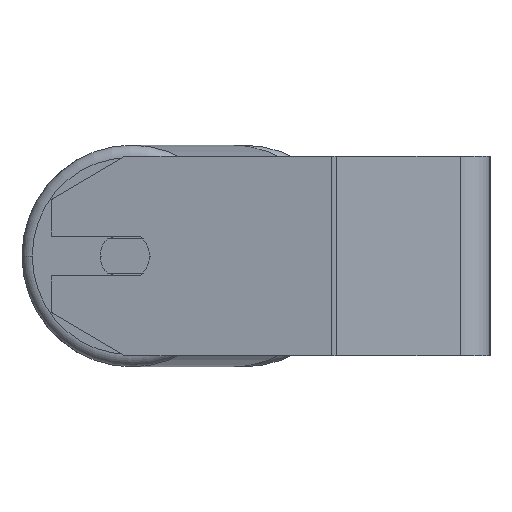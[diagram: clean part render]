
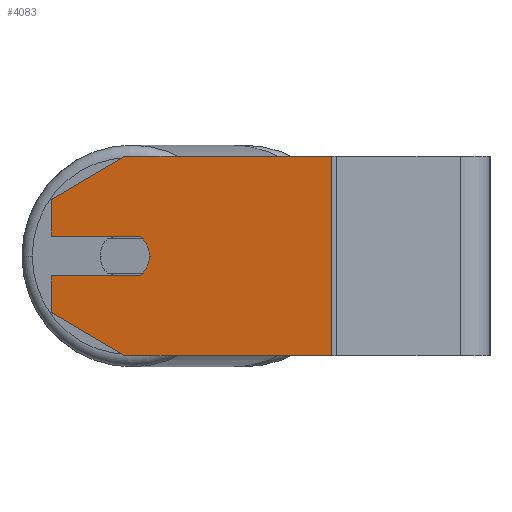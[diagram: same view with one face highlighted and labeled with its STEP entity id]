
A CAD part, left-side view. The second image highlights one B-rep face of the part: STEP entity #4083.
In plain terms, the highlighted planar face has unit normal (-0.985, 0.174, 0).
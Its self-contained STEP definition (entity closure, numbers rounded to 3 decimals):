
#51 = CARTESIAN_POINT ( 'NONE',  ( -401.226, 140.663, -8. ) ) ;
#366 = DIRECTION ( 'NONE',  ( 0.174, 0.985, 0. ) ) ;
#372 = LINE ( 'NONE', #1560, #3022 ) ;
#565 = VECTOR ( 'NONE', #8255, 1000. ) ;
#604 = LINE ( 'NONE', #1348, #5679 ) ;
#610 = VECTOR ( 'NONE', #6164, 1000. ) ;
#623 = EDGE_LOOP ( 'NONE', ( #1350, #3160, #5023, #6456, #3736, #8721, #5623, #6038, #6527, #7899, #5039 ) ) ;
#733 = LINE ( 'NONE', #4841, #861 ) ;
#783 = CIRCLE ( 'NONE', #7833, 10. ) ;
#861 = VECTOR ( 'NONE', #4759, 1000. ) ;
#1088 = VERTEX_POINT ( 'NONE', #3055 ) ;
#1215 = VERTEX_POINT ( 'NONE', #5939 ) ;
#1256 = DIRECTION ( 'NONE',  ( -0.985, 0.174, 0. ) ) ;
#1283 = EDGE_CURVE ( 'NONE', #2279, #7155, #4645, .T. ) ;
#1293 = VECTOR ( 'NONE', #5450, 1000. ) ;
#1348 = CARTESIAN_POINT ( 'NONE',  ( -394.974, 176.116, 22.679 ) ) ;
#1350 = ORIENTED_EDGE ( 'NONE', *, *, #2693, .F. ) ;
#1560 = CARTESIAN_POINT ( 'NONE',  ( -400.184, 146.572, -40. ) ) ;
#1680 = DIRECTION ( 'NONE',  ( 0.985, -0.174, 0. ) ) ;
#1713 = EDGE_CURVE ( 'NONE', #2768, #3678, #5477, .T. ) ;
#2031 = CARTESIAN_POINT ( 'NONE',  ( -394.974, 176.116, 40. ) ) ;
#2175 = CARTESIAN_POINT ( 'NONE',  ( -394.974, 176.116, 22.679 ) ) ;
#2233 = EDGE_CURVE ( 'NONE', #1215, #7098, #733, .T. ) ;
#2279 = VERTEX_POINT ( 'NONE', #6846 ) ;
#2357 = CARTESIAN_POINT ( 'NONE',  ( -394.974, 176.116, 8. ) ) ;
#2361 = DIRECTION ( 'NONE',  ( 0., 0., -1. ) ) ;
#2630 = CARTESIAN_POINT ( 'NONE',  ( -400.184, 146.572, 0. ) ) ;
#2663 = CARTESIAN_POINT ( 'NONE',  ( -401.92, 136.724, 0. ) ) ;
#2693 = EDGE_CURVE ( 'NONE', #7098, #5625, #6941, .T. ) ;
#2764 = DIRECTION ( 'NONE',  ( -0.985, 0.174, 0. ) ) ;
#2768 = VERTEX_POINT ( 'NONE', #2175 ) ;
#2836 = VERTEX_POINT ( 'NONE', #4300 ) ;
#2963 = VECTOR ( 'NONE', #3900, 1000. ) ;
#3019 = PLANE ( 'NONE',  #7799 ) ;
#3022 = VECTOR ( 'NONE', #6399, 1000. ) ;
#3055 = CARTESIAN_POINT ( 'NONE',  ( -401.226, 140.663, 8. ) ) ;
#3160 = ORIENTED_EDGE ( 'NONE', *, *, #2233, .F. ) ;
#3164 = EDGE_CURVE ( 'NONE', #7155, #2836, #5400, .T. ) ;
#3640 = FACE_OUTER_BOUND ( 'NONE', #623, .T. ) ;
#3658 = LINE ( 'NONE', #6327, #5705 ) ;
#3678 = VERTEX_POINT ( 'NONE', #2357 ) ;
#3736 = ORIENTED_EDGE ( 'NONE', *, *, #4401, .T. ) ;
#3900 = DIRECTION ( 'NONE',  ( -0.174, -0.985, 0. ) ) ;
#4083 = ADVANCED_FACE ( 'NONE', ( #3640 ), #3019, .F. ) ;
#4300 = CARTESIAN_POINT ( 'NONE',  ( -414.818, 63.579, -40. ) ) ;
#4394 = CARTESIAN_POINT ( 'NONE',  ( -394.974, 176.116, -22.679 ) ) ;
#4401 = EDGE_CURVE ( 'NONE', #4613, #2836, #7357, .T. ) ;
#4613 = VERTEX_POINT ( 'NONE', #8571 ) ;
#4645 = LINE ( 'NONE', #2031, #2963 ) ;
#4694 = LINE ( 'NONE', #6075, #5694 ) ;
#4759 = DIRECTION ( 'NONE',  ( -0.174, -0.985, 0. ) ) ;
#4841 = CARTESIAN_POINT ( 'NONE',  ( -401.226, 140.663, -8. ) ) ;
#5023 = ORIENTED_EDGE ( 'NONE', *, *, #6490, .T. ) ;
#5039 = ORIENTED_EDGE ( 'NONE', *, *, #8166, .F. ) ;
#5326 = DIRECTION ( 'NONE',  ( -0.174, -0.985, 0. ) ) ;
#5400 = LINE ( 'NONE', #8180, #1293 ) ;
#5450 = DIRECTION ( 'NONE',  ( 0., 0., -1. ) ) ;
#5477 = LINE ( 'NONE', #8168, #565 ) ;
#5545 = EDGE_CURVE ( 'NONE', #1088, #3678, #4694, .T. ) ;
#5623 = ORIENTED_EDGE ( 'NONE', *, *, #1283, .F. ) ;
#5625 = VERTEX_POINT ( 'NONE', #2663 ) ;
#5679 = VECTOR ( 'NONE', #6011, 1000. ) ;
#5694 = VECTOR ( 'NONE', #8761, 1000. ) ;
#5705 = VECTOR ( 'NONE', #2361, 1000. ) ;
#5939 = CARTESIAN_POINT ( 'NONE',  ( -394.974, 176.116, -8. ) ) ;
#6011 = DIRECTION ( 'NONE',  ( 0.15, 0.853, -0.5 ) ) ;
#6038 = ORIENTED_EDGE ( 'NONE', *, *, #7814, .T. ) ;
#6075 = CARTESIAN_POINT ( 'NONE',  ( -401.226, 140.663, 8. ) ) ;
#6117 = CARTESIAN_POINT ( 'NONE',  ( -394.974, 176.116, -40. ) ) ;
#6164 = DIRECTION ( 'NONE',  ( -0.174, -0.985, 0. ) ) ;
#6327 = CARTESIAN_POINT ( 'NONE',  ( -394.974, 176.116, 40. ) ) ;
#6399 = DIRECTION ( 'NONE',  ( -0.15, -0.853, -0.5 ) ) ;
#6456 = ORIENTED_EDGE ( 'NONE', *, *, #6862, .T. ) ;
#6490 = EDGE_CURVE ( 'NONE', #1215, #8017, #3658, .T. ) ;
#6527 = ORIENTED_EDGE ( 'NONE', *, *, #1713, .T. ) ;
#6846 = CARTESIAN_POINT ( 'NONE',  ( -400.184, 146.572, 40. ) ) ;
#6862 = EDGE_CURVE ( 'NONE', #8017, #4613, #372, .T. ) ;
#6941 = CIRCLE ( 'NONE', #8068, 10. ) ;
#7098 = VERTEX_POINT ( 'NONE', #51 ) ;
#7155 = VERTEX_POINT ( 'NONE', #8407 ) ;
#7357 = LINE ( 'NONE', #6117, #610 ) ;
#7799 = AXIS2_PLACEMENT_3D ( 'NONE', #8450, #1680, #366 ) ;
#7814 = EDGE_CURVE ( 'NONE', #2279, #2768, #604, .T. ) ;
#7833 = AXIS2_PLACEMENT_3D ( 'NONE', #8588, #1256, #7883 ) ;
#7883 = DIRECTION ( 'NONE',  ( -0.174, -0.985, 0. ) ) ;
#7899 = ORIENTED_EDGE ( 'NONE', *, *, #5545, .F. ) ;
#8017 = VERTEX_POINT ( 'NONE', #4394 ) ;
#8068 = AXIS2_PLACEMENT_3D ( 'NONE', #2630, #2764, #5326 ) ;
#8166 = EDGE_CURVE ( 'NONE', #5625, #1088, #783, .T. ) ;
#8168 = CARTESIAN_POINT ( 'NONE',  ( -394.974, 176.116, 40. ) ) ;
#8180 = CARTESIAN_POINT ( 'NONE',  ( -414.818, 63.579, 40. ) ) ;
#8255 = DIRECTION ( 'NONE',  ( 0., 0., -1. ) ) ;
#8407 = CARTESIAN_POINT ( 'NONE',  ( -414.818, 63.579, 40. ) ) ;
#8450 = CARTESIAN_POINT ( 'NONE',  ( -394.974, 176.116, 40. ) ) ;
#8571 = CARTESIAN_POINT ( 'NONE',  ( -400.184, 146.572, -40. ) ) ;
#8588 = CARTESIAN_POINT ( 'NONE',  ( -400.184, 146.572, 0. ) ) ;
#8721 = ORIENTED_EDGE ( 'NONE', *, *, #3164, .F. ) ;
#8761 = DIRECTION ( 'NONE',  ( 0.174, 0.985, 0. ) ) ;
